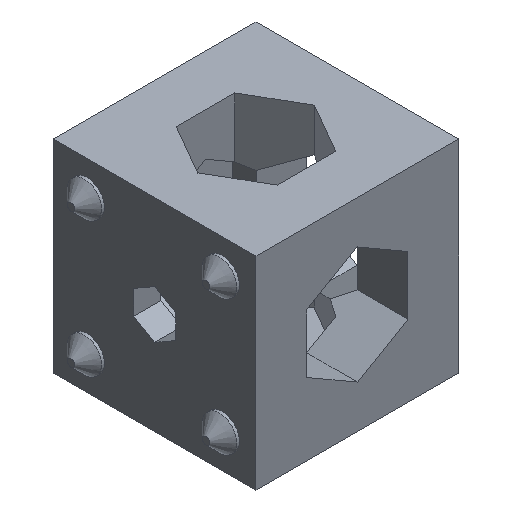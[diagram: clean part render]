
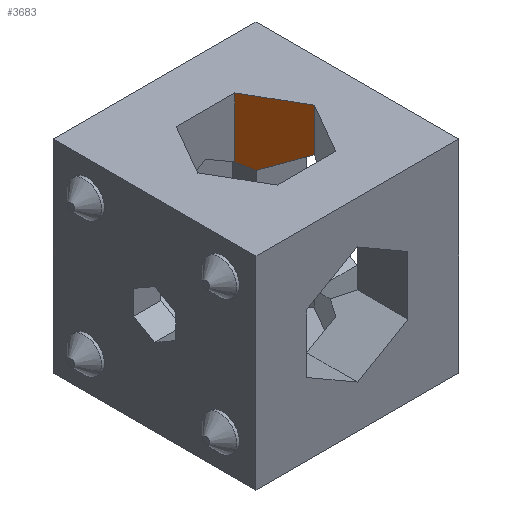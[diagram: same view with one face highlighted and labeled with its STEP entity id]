
A CAD part, isometric view. The second image highlights one B-rep face of the part: STEP entity #3683.
In plain terms, the highlighted planar face has unit normal (-0.866, -0.5, 0).
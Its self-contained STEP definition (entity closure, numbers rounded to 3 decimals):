
#210 = PLANE('',#211);
#211 = AXIS2_PLACEMENT_3D('',#212,#213,#214);
#212 = CARTESIAN_POINT('',(0.,0.,15.));
#213 = DIRECTION('',(-0.,-0.,-1.));
#214 = DIRECTION('',(-1.,0.,0.));
#1341 = VERTEX_POINT('',#1342);
#1342 = CARTESIAN_POINT('',(4.33,0.,15.));
#1356 = PLANE('',#1357);
#1357 = AXIS2_PLACEMENT_3D('',#1358,#1359,#1360);
#1358 = CARTESIAN_POINT('',(2.165,-3.75,15.));
#1359 = DIRECTION('',(0.866,-0.5,0.));
#1360 = DIRECTION('',(0.5,0.866,0.));
#1368 = EDGE_CURVE('',#1341,#1369,#1371,.T.);
#1369 = VERTEX_POINT('',#1370);
#1370 = CARTESIAN_POINT('',(2.165,3.75,15.));
#1371 = SURFACE_CURVE('',#1372,(#1376,#1383),.PCURVE_S1.);
#1372 = LINE('',#1373,#1374);
#1373 = CARTESIAN_POINT('',(4.33,0.,15.));
#1374 = VECTOR('',#1375,1.);
#1375 = DIRECTION('',(-0.5,0.866,0.));
#1376 = PCURVE('',#210,#1377);
#1377 = DEFINITIONAL_REPRESENTATION('',(#1378),#1382);
#1378 = LINE('',#1379,#1380);
#1379 = CARTESIAN_POINT('',(-4.33,0.));
#1380 = VECTOR('',#1381,1.);
#1381 = DIRECTION('',(0.5,0.866));
#1382 = ( GEOMETRIC_REPRESENTATION_CONTEXT(2) 
PARAMETRIC_REPRESENTATION_CONTEXT() REPRESENTATION_CONTEXT('2D SPACE',''
  ) );
#1383 = PCURVE('',#1384,#1389);
#1384 = PLANE('',#1385);
#1385 = AXIS2_PLACEMENT_3D('',#1386,#1387,#1388);
#1386 = CARTESIAN_POINT('',(4.33,0.,15.));
#1387 = DIRECTION('',(0.866,0.5,0.));
#1388 = DIRECTION('',(-0.5,0.866,0.));
#1389 = DEFINITIONAL_REPRESENTATION('',(#1390),#1394);
#1390 = LINE('',#1391,#1392);
#1391 = CARTESIAN_POINT('',(0.,0.));
#1392 = VECTOR('',#1393,1.);
#1393 = DIRECTION('',(1.,0.));
#1394 = ( GEOMETRIC_REPRESENTATION_CONTEXT(2) 
PARAMETRIC_REPRESENTATION_CONTEXT() REPRESENTATION_CONTEXT('2D SPACE',''
  ) );
#1412 = PLANE('',#1413);
#1413 = AXIS2_PLACEMENT_3D('',#1414,#1415,#1416);
#1414 = CARTESIAN_POINT('',(2.165,3.75,15.));
#1415 = DIRECTION('',(0.,1.,0.));
#1416 = DIRECTION('',(-1.,0.,0.));
#1637 = PLANE('',#1638);
#1638 = AXIS2_PLACEMENT_3D('',#1639,#1640,#1641);
#1639 = CARTESIAN_POINT('',(7.5,3.75,9.665));
#1640 = DIRECTION('',(0.,0.5,0.866));
#1641 = DIRECTION('',(0.,-0.866,0.5));
#3611 = EDGE_CURVE('',#1369,#3612,#3614,.T.);
#3612 = VERTEX_POINT('',#3613);
#3613 = CARTESIAN_POINT('',(2.165,3.75,10.58));
#3614 = SURFACE_CURVE('',#3615,(#3619,#3626),.PCURVE_S1.);
#3615 = LINE('',#3616,#3617);
#3616 = CARTESIAN_POINT('',(2.165,3.75,15.));
#3617 = VECTOR('',#3618,1.);
#3618 = DIRECTION('',(-0.,-0.,-1.));
#3619 = PCURVE('',#1412,#3620);
#3620 = DEFINITIONAL_REPRESENTATION('',(#3621),#3625);
#3621 = LINE('',#3622,#3623);
#3622 = CARTESIAN_POINT('',(0.,0.));
#3623 = VECTOR('',#3624,1.);
#3624 = DIRECTION('',(0.,-1.));
#3625 = ( GEOMETRIC_REPRESENTATION_CONTEXT(2) 
PARAMETRIC_REPRESENTATION_CONTEXT() REPRESENTATION_CONTEXT('2D SPACE',''
  ) );
#3626 = PCURVE('',#1384,#3627);
#3627 = DEFINITIONAL_REPRESENTATION('',(#3628),#3632);
#3628 = LINE('',#3629,#3630);
#3629 = CARTESIAN_POINT('',(4.33,0.));
#3630 = VECTOR('',#3631,1.);
#3631 = DIRECTION('',(0.,-1.));
#3632 = ( GEOMETRIC_REPRESENTATION_CONTEXT(2) 
PARAMETRIC_REPRESENTATION_CONTEXT() REPRESENTATION_CONTEXT('2D SPACE',''
  ) );
#3650 = PLANE('',#3651);
#3651 = AXIS2_PLACEMENT_3D('',#3652,#3653,#3654);
#3652 = CARTESIAN_POINT('',(3.75,-7.5,9.665));
#3653 = DIRECTION('',(0.5,0.,0.866));
#3654 = DIRECTION('',(-0.866,0.,0.5));
#3683 = ADVANCED_FACE('',(#3684),#1384,.F.);
#3684 = FACE_BOUND('',#3685,.F.);
#3685 = EDGE_LOOP('',(#3686,#3687,#3710,#3733,#3754));
#3686 = ORIENTED_EDGE('',*,*,#1368,.F.);
#3687 = ORIENTED_EDGE('',*,*,#3688,.T.);
#3688 = EDGE_CURVE('',#1341,#3689,#3691,.T.);
#3689 = VERTEX_POINT('',#3690);
#3690 = CARTESIAN_POINT('',(4.33,0.,11.83));
#3691 = SURFACE_CURVE('',#3692,(#3696,#3703),.PCURVE_S1.);
#3692 = LINE('',#3693,#3694);
#3693 = CARTESIAN_POINT('',(4.33,0.,15.));
#3694 = VECTOR('',#3695,1.);
#3695 = DIRECTION('',(-0.,-0.,-1.));
#3696 = PCURVE('',#1384,#3697);
#3697 = DEFINITIONAL_REPRESENTATION('',(#3698),#3702);
#3698 = LINE('',#3699,#3700);
#3699 = CARTESIAN_POINT('',(0.,0.));
#3700 = VECTOR('',#3701,1.);
#3701 = DIRECTION('',(0.,-1.));
#3702 = ( GEOMETRIC_REPRESENTATION_CONTEXT(2) 
PARAMETRIC_REPRESENTATION_CONTEXT() REPRESENTATION_CONTEXT('2D SPACE',''
  ) );
#3703 = PCURVE('',#1356,#3704);
#3704 = DEFINITIONAL_REPRESENTATION('',(#3705),#3709);
#3705 = LINE('',#3706,#3707);
#3706 = CARTESIAN_POINT('',(4.33,0.));
#3707 = VECTOR('',#3708,1.);
#3708 = DIRECTION('',(0.,-1.));
#3709 = ( GEOMETRIC_REPRESENTATION_CONTEXT(2) 
PARAMETRIC_REPRESENTATION_CONTEXT() REPRESENTATION_CONTEXT('2D SPACE',''
  ) );
#3710 = ORIENTED_EDGE('',*,*,#3711,.T.);
#3711 = EDGE_CURVE('',#3689,#3712,#3714,.T.);
#3712 = VERTEX_POINT('',#3713);
#3713 = CARTESIAN_POINT('',(2.745,2.745,
    10.245));
#3714 = SURFACE_CURVE('',#3715,(#3719,#3726),.PCURVE_S1.);
#3715 = LINE('',#3716,#3717);
#3716 = CARTESIAN_POINT('',(4.098,0.402,
    11.598));
#3717 = VECTOR('',#3718,1.);
#3718 = DIRECTION('',(-0.447,0.775,-0.447));
#3719 = PCURVE('',#1384,#3720);
#3720 = DEFINITIONAL_REPRESENTATION('',(#3721),#3725);
#3721 = LINE('',#3722,#3723);
#3722 = CARTESIAN_POINT('',(0.464,-3.402));
#3723 = VECTOR('',#3724,1.);
#3724 = DIRECTION('',(0.894,-0.447));
#3725 = ( GEOMETRIC_REPRESENTATION_CONTEXT(2) 
PARAMETRIC_REPRESENTATION_CONTEXT() REPRESENTATION_CONTEXT('2D SPACE',''
  ) );
#3726 = PCURVE('',#1637,#3727);
#3727 = DEFINITIONAL_REPRESENTATION('',(#3728),#3732);
#3728 = LINE('',#3729,#3730);
#3729 = CARTESIAN_POINT('',(3.866,-3.402));
#3730 = VECTOR('',#3731,1.);
#3731 = DIRECTION('',(-0.894,-0.447));
#3732 = ( GEOMETRIC_REPRESENTATION_CONTEXT(2) 
PARAMETRIC_REPRESENTATION_CONTEXT() REPRESENTATION_CONTEXT('2D SPACE',''
  ) );
#3733 = ORIENTED_EDGE('',*,*,#3734,.F.);
#3734 = EDGE_CURVE('',#3612,#3712,#3735,.T.);
#3735 = SURFACE_CURVE('',#3736,(#3740,#3747),.PCURVE_S1.);
#3736 = LINE('',#3737,#3738);
#3737 = CARTESIAN_POINT('',(5.362,-1.787,
    8.734));
#3738 = VECTOR('',#3739,1.);
#3739 = DIRECTION('',(0.48,-0.832,-0.277));
#3740 = PCURVE('',#1384,#3741);
#3741 = DEFINITIONAL_REPRESENTATION('',(#3742),#3746);
#3742 = LINE('',#3743,#3744);
#3743 = CARTESIAN_POINT('',(-2.064,-6.266));
#3744 = VECTOR('',#3745,1.);
#3745 = DIRECTION('',(-0.961,-0.277));
#3746 = ( GEOMETRIC_REPRESENTATION_CONTEXT(2) 
PARAMETRIC_REPRESENTATION_CONTEXT() REPRESENTATION_CONTEXT('2D SPACE',''
  ) );
#3747 = PCURVE('',#3650,#3748);
#3748 = DEFINITIONAL_REPRESENTATION('',(#3749),#3753);
#3749 = LINE('',#3750,#3751);
#3750 = CARTESIAN_POINT('',(-1.861,-5.713));
#3751 = VECTOR('',#3752,1.);
#3752 = DIRECTION('',(-0.555,0.832));
#3753 = ( GEOMETRIC_REPRESENTATION_CONTEXT(2) 
PARAMETRIC_REPRESENTATION_CONTEXT() REPRESENTATION_CONTEXT('2D SPACE',''
  ) );
#3754 = ORIENTED_EDGE('',*,*,#3611,.F.);
